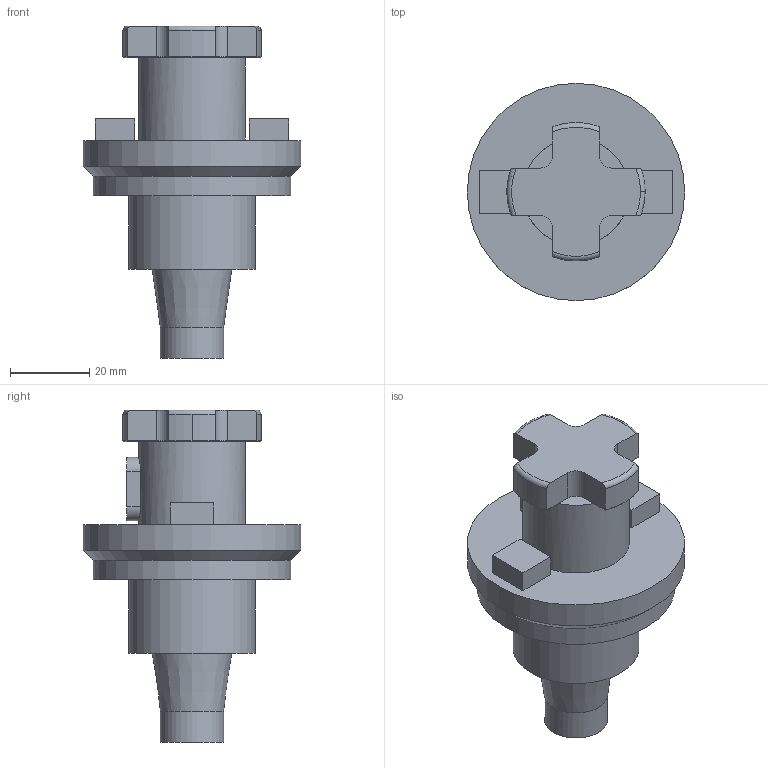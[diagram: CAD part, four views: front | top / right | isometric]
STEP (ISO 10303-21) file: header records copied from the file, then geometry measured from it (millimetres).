
FILE_DESCRIPTION(/* description */ (''),/* implementation_level */ '2;1');
FILE_NAME(/* name */ 'W9990724_stp.stp',/* time_stamp */ '2017-05-24T10:12:54+02:00',/* author */ (''),/* organization */ (''),/* preprocessor_version */ 'ST-DEVELOPER v15',/* originating_system */ 'SIEMENS PLM Software NX 9.0',/* authorisation */ '');
FILE_SCHEMA (('AUTOMOTIVE_DESIGN { 1 0 10303 214 3 1 1 1 }'));
Length unit declared in the file: millimetre
Products named in the file (1): reic1E8CB3C2fyc5
Bounding box: 55 x 55 x 84 mm (x, y, z)
Volume: 69943.3 mm3; surface area: 13777.4 mm2
Topology: 2 solids, 2 shells, 75 faces, 174 edges, 108 vertices
Faces by surface type: plane 42, cylinder 17, cone 11, torus 5
Full cylindrical faces by diameter (mm): 16 x1, 27 x1, 32 x1, 50 x1, 55 x1
Entity records: 2314 total; most frequent: CARTESIAN_POINT 552, DIRECTION 352, ORIENTED_EDGE 330, EDGE_CURVE 165, AXIS2_PLACEMENT_3D 130, VERTEX_POINT 108, LINE 92, VECTOR 92
